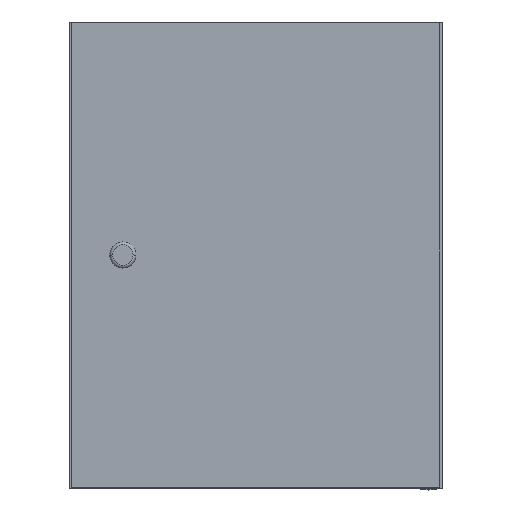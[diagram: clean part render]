
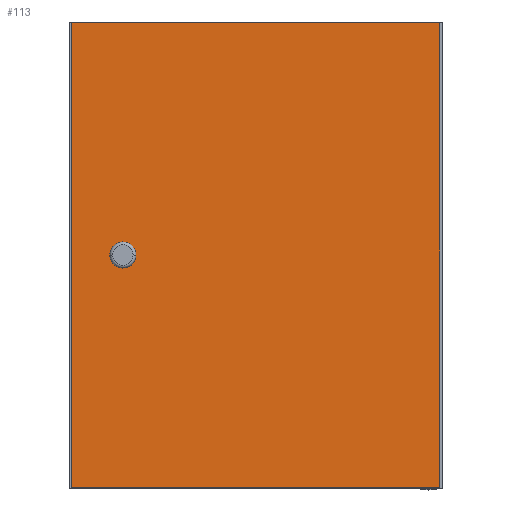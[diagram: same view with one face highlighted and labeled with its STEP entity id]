
A CAD part, top view. The second image highlights one B-rep face of the part: STEP entity #113.
In plain terms, the highlighted face is planar.
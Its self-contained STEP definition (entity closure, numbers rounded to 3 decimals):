
#113 = ADVANCED_FACE ( 'NONE', ( #3040, #9682 ), #9524, .T. ) ;
#302 = CARTESIAN_POINT ( 'NONE',  ( -197.5, 249.25, 0. ) ) ;
#440 = EDGE_CURVE ( 'NONE', #8702, #560, #8898, .T. ) ;
#542 = CARTESIAN_POINT ( 'NONE',  ( 197.5, -249.25, 0. ) ) ;
#560 = VERTEX_POINT ( 'NONE', #542 ) ;
#645 = EDGE_CURVE ( 'NONE', #6422, #4808, #4675, .T. ) ;
#1383 = DIRECTION ( 'NONE',  ( 1., 0., 0. ) ) ;
#1409 = CARTESIAN_POINT ( 'NONE',  ( 128.5, 0., 0. ) ) ;
#1882 = EDGE_LOOP ( 'NONE', ( #8226, #3671 ) ) ;
#1914 = DIRECTION ( 'NONE',  ( 0., 0., -1. ) ) ;
#1987 = CARTESIAN_POINT ( 'NONE',  ( -197.5, 249.25, 0. ) ) ;
#2153 = VECTOR ( 'NONE', #8030, 1000. ) ;
#2166 = DIRECTION ( 'NONE',  ( 0., 0., -1. ) ) ;
#2189 = VERTEX_POINT ( 'NONE', #7647 ) ;
#2980 = CARTESIAN_POINT ( 'NONE',  ( 0., 0., 0. ) ) ;
#3040 = FACE_BOUND ( 'NONE', #1882, .T. ) ;
#3070 = CARTESIAN_POINT ( 'NONE',  ( 197.5, -249.25, 0. ) ) ;
#3106 = ORIENTED_EDGE ( 'NONE', *, *, #7376, .F. ) ;
#3655 = CARTESIAN_POINT ( 'NONE',  ( 197.5, 249.25, 0. ) ) ;
#3671 = ORIENTED_EDGE ( 'NONE', *, *, #6166, .F. ) ;
#3885 = AXIS2_PLACEMENT_3D ( 'NONE', #2980, #2166, #5504 ) ;
#4132 = ORIENTED_EDGE ( 'NONE', *, *, #645, .F. ) ;
#4437 = VECTOR ( 'NONE', #7295, 1000. ) ;
#4455 = CARTESIAN_POINT ( 'NONE',  ( 142.5, 0., 0. ) ) ;
#4652 = LINE ( 'NONE', #1987, #2153 ) ;
#4675 = LINE ( 'NONE', #9787, #4437 ) ;
#4808 = VERTEX_POINT ( 'NONE', #302 ) ;
#5247 = DIRECTION ( 'NONE',  ( -1., 0., 0. ) ) ;
#5504 = DIRECTION ( 'NONE',  ( -1., 0., 0. ) ) ;
#6045 = DIRECTION ( 'NONE',  ( -1., 0., 0. ) ) ;
#6097 = ORIENTED_EDGE ( 'NONE', *, *, #440, .F. ) ;
#6166 = EDGE_CURVE ( 'NONE', #7323, #2189, #9807, .T. ) ;
#6422 = VERTEX_POINT ( 'NONE', #3655 ) ;
#6692 = EDGE_LOOP ( 'NONE', ( #9443, #4132, #3106, #6097 ) ) ;
#7288 = CARTESIAN_POINT ( 'NONE',  ( 197.5, 249.25, 0. ) ) ;
#7295 = DIRECTION ( 'NONE',  ( -1., 0., 0. ) ) ;
#7323 = VERTEX_POINT ( 'NONE', #1409 ) ;
#7376 = EDGE_CURVE ( 'NONE', #560, #6422, #9630, .T. ) ;
#7647 = CARTESIAN_POINT ( 'NONE',  ( 156.5, 0., 0. ) ) ;
#7727 = CIRCLE ( 'NONE', #9299, 14. ) ;
#8030 = DIRECTION ( 'NONE',  ( 0., -1., 0. ) ) ;
#8076 = AXIS2_PLACEMENT_3D ( 'NONE', #8516, #1914, #5247 ) ;
#8083 = EDGE_CURVE ( 'NONE', #4808, #8702, #4652, .T. ) ;
#8226 = ORIENTED_EDGE ( 'NONE', *, *, #8751, .F. ) ;
#8516 = CARTESIAN_POINT ( 'NONE',  ( 142.5, 0., 0. ) ) ;
#8702 = VERTEX_POINT ( 'NONE', #9894 ) ;
#8751 = EDGE_CURVE ( 'NONE', #2189, #7323, #7727, .T. ) ;
#8814 = VECTOR ( 'NONE', #10235, 1000. ) ;
#8898 = LINE ( 'NONE', #3070, #10387 ) ;
#9299 = AXIS2_PLACEMENT_3D ( 'NONE', #4455, #10194, #6045 ) ;
#9443 = ORIENTED_EDGE ( 'NONE', *, *, #8083, .F. ) ;
#9524 = PLANE ( 'NONE',  #3885 ) ;
#9630 = LINE ( 'NONE', #7288, #8814 ) ;
#9682 = FACE_OUTER_BOUND ( 'NONE', #6692, .T. ) ;
#9787 = CARTESIAN_POINT ( 'NONE',  ( 197.5, 249.25, 0. ) ) ;
#9807 = CIRCLE ( 'NONE', #8076, 14. ) ;
#9894 = CARTESIAN_POINT ( 'NONE',  ( -197.5, -249.25, 0. ) ) ;
#10194 = DIRECTION ( 'NONE',  ( 0., 0., -1. ) ) ;
#10235 = DIRECTION ( 'NONE',  ( 0., 1., 0. ) ) ;
#10387 = VECTOR ( 'NONE', #1383, 1000. ) ;
